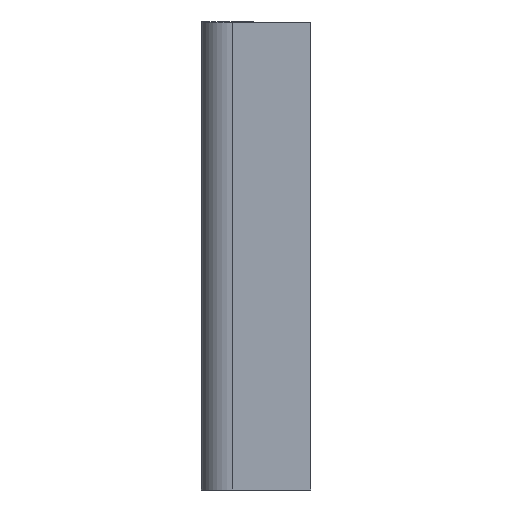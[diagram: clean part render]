
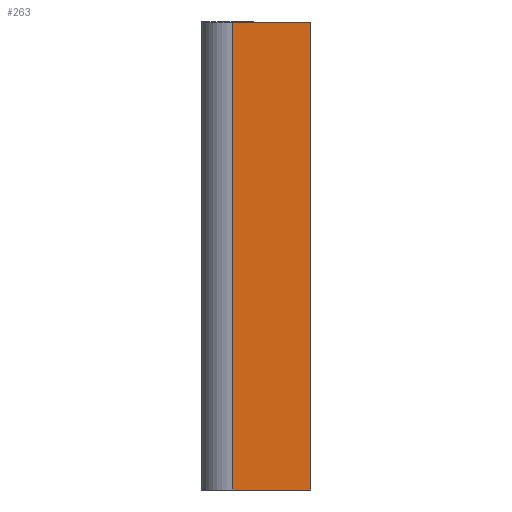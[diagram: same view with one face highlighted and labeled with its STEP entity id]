
A CAD part, front view. The second image highlights one B-rep face of the part: STEP entity #263.
In plain terms, the highlighted planar face has unit normal (0, -1, 0).
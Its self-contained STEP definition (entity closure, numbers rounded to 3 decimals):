
#23 = VECTOR ( 'NONE', #437, 1000. ) ;
#24 = AXIS2_PLACEMENT_3D ( 'NONE', #83, #186, #184 ) ;
#42 = VECTOR ( 'NONE', #443, 1000. ) ;
#83 = CARTESIAN_POINT ( 'NONE',  ( 1., -21., -15. ) ) ;
#184 = DIRECTION ( 'NONE',  ( 1., 0., 0. ) ) ;
#186 = DIRECTION ( 'NONE',  ( 0., -1., 0. ) ) ;
#187 = PLANE ( 'NONE',  #24 ) ;
#189 = FACE_OUTER_BOUND ( 'NONE', #782, .T. ) ;
#204 = EDGE_CURVE ( 'NONE', #868, #695, #529, .T. ) ;
#263 = ADVANCED_FACE ( 'NONE', ( #189 ), #187, .T. ) ;
#295 = EDGE_CURVE ( 'NONE', #734, #868, #452, .T. ) ;
#297 = EDGE_CURVE ( 'NONE', #702, #734, #439, .T. ) ;
#313 = EDGE_CURVE ( 'NONE', #702, #695, #362, .T. ) ;
#362 = LINE ( 'NONE', #382, #401 ) ;
#382 = CARTESIAN_POINT ( 'NONE',  ( 2., -21., -15. ) ) ;
#398 = DIRECTION ( 'NONE',  ( 0., 0., -1. ) ) ;
#401 = VECTOR ( 'NONE', #398, 1000. ) ;
#437 = DIRECTION ( 'NONE',  ( 1., 0., 0. ) ) ;
#438 = CARTESIAN_POINT ( 'NONE',  ( 7., -21., 15. ) ) ;
#439 = LINE ( 'NONE', #438, #23 ) ;
#443 = DIRECTION ( 'NONE',  ( 0., 0., -1. ) ) ;
#445 = CARTESIAN_POINT ( 'NONE',  ( 7., -21., -15. ) ) ;
#452 = LINE ( 'NONE', #445, #42 ) ;
#529 = LINE ( 'NONE', #978, #840 ) ;
#608 = ORIENTED_EDGE ( 'NONE', *, *, #204, .F. ) ;
#615 = ORIENTED_EDGE ( 'NONE', *, *, #297, .F. ) ;
#695 = VERTEX_POINT ( 'NONE', #1056 ) ;
#702 = VERTEX_POINT ( 'NONE', #1054 ) ;
#734 = VERTEX_POINT ( 'NONE', #1051 ) ;
#736 = ORIENTED_EDGE ( 'NONE', *, *, #313, .T. ) ;
#782 = EDGE_LOOP ( 'NONE', ( #615, #736, #608, #789 ) ) ;
#789 = ORIENTED_EDGE ( 'NONE', *, *, #295, .F. ) ;
#840 = VECTOR ( 'NONE', #895, 1000. ) ;
#868 = VERTEX_POINT ( 'NONE', #1045 ) ;
#895 = DIRECTION ( 'NONE',  ( -1., 0., 0. ) ) ;
#978 = CARTESIAN_POINT ( 'NONE',  ( 1., -21., -15. ) ) ;
#1045 = CARTESIAN_POINT ( 'NONE',  ( 7., -21., -15. ) ) ;
#1051 = CARTESIAN_POINT ( 'NONE',  ( 7., -21., 15. ) ) ;
#1054 = CARTESIAN_POINT ( 'NONE',  ( 2., -21., 15. ) ) ;
#1056 = CARTESIAN_POINT ( 'NONE',  ( 2., -21., -15. ) ) ;
